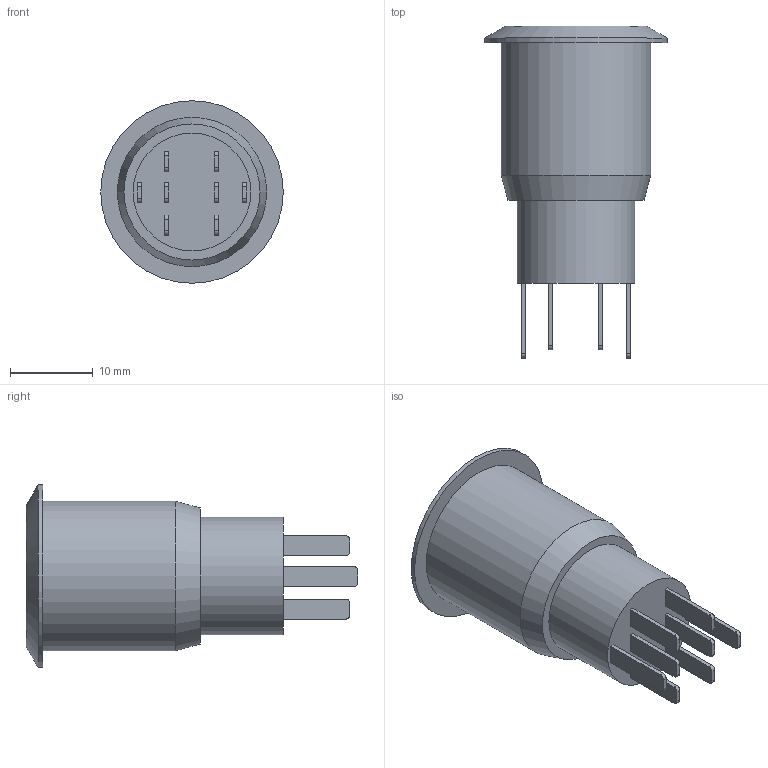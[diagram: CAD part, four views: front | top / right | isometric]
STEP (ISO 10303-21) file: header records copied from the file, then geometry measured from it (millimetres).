
FILE_DESCRIPTION((''),'2;1');
FILE_NAME('Antivandal Switch 230V 5A.stp','2013-06-19T15:04:38',('roman.pos'),(''),'Autodesk Inventor 2013','Autodesk Inventor 2013','');
FILE_SCHEMA(('AUTOMOTIVE_DESIGN { 1 0 10303 214 1 1 1 1 }'));
Length unit declared in the file: millimetre
Products named in the file (1): Antivandal Switch 230V 5A
Bounding box: 22 x 40 x 22 mm (x, y, z)
Volume: 4044.2 mm3; surface area: 4215.4 mm2
Topology: 2 solids, 2 shells, 77 faces, 174 edges, 113 vertices
Faces by surface type: plane 50, cylinder 24, cone 3
Full cylindrical faces by diameter (mm): 14.182 x3, 14.5 x1, 15.8 x1, 16 x1, 18 x1, 22 x1
Entity records: 2153 total; most frequent: DIRECTION 370, CARTESIAN_POINT 354, ORIENTED_EDGE 326, EDGE_CURVE 163, AXIS2_PLACEMENT_3D 129, VERTEX_POINT 113, VECTOR 112, LINE 112
